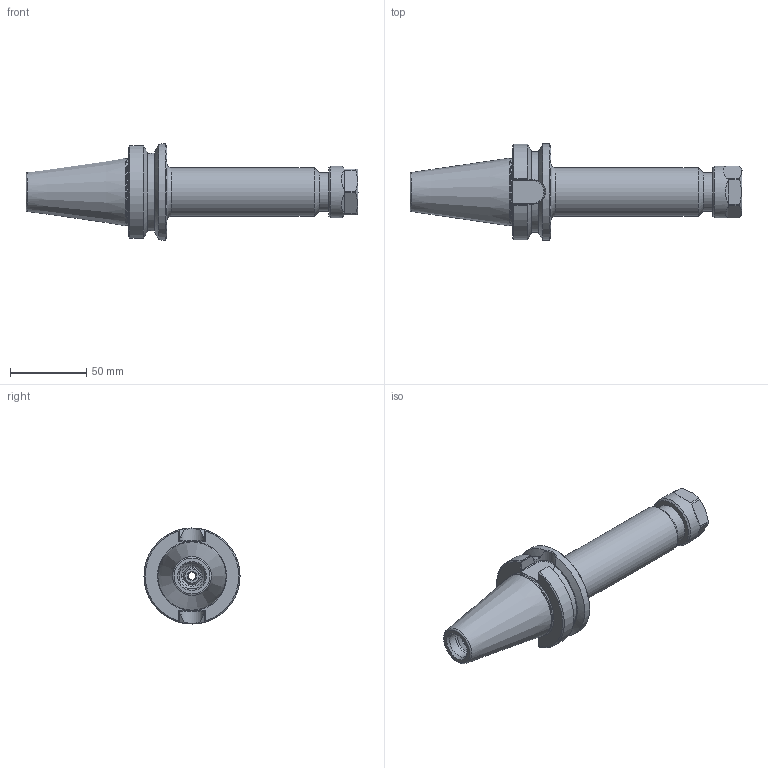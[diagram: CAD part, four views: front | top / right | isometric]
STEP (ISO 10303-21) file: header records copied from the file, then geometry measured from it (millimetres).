
FILE_DESCRIPTION(/* description */ ('ER COLLET CHUCK'),/* implementation_level */ '2;1');
FILE_NAME(/* name */ 'B40-20ERF600.stp',/* time_stamp */ '2017-01-17T13:34:21-05:00',/* author */ ('davhar'),/* organization */ (''),/* preprocessor_version */ 'ST-DEVELOPER v16.1',/* originating_system */ 'Autodesk Inventor 2016',/* authorisation */ '8 in^3');
FILE_SCHEMA (('AUTOMOTIVE_DESIGN { 1 0 10303 214 3 1 1 }'));
Length unit declared in the file: inch
Products named in the file (4): B40-20ER6-1; 20ERHN; BS-09; B40-20ERF600
Assembly tree (3 placements, depth 2):
  B40-20ERF600
    B40-20ER6-1
    20ERHN
    BS-09
Bounding box: 217.81 x 62.99 x 62.99 mm (x, y, z)
Volume: 198533.7 mm3; surface area: 43124.6 mm2
Topology: 3 solids, 3 shells, 130 faces, 318 edges, 198 vertices
Faces by surface type: plane 55, cylinder 34, cone 28, torus 11, bspline 2
Full cylindrical faces by diameter (mm): 7.137 x1, 10.719 x2, 11.989 x1, 13.843 x1, 14.097 x1, 14.478 x1, 15.494 x1, 17.013 x1, 17.623 x1, 23.5 x1, 25 x1, 26 x1, 31.75 x1, 34 x1, 43.942 x1, 62.992 x1
Entity records: 3871 total; most frequent: CARTESIAN_POINT 909, DIRECTION 588, ORIENTED_EDGE 536, EDGE_CURVE 268, AXIS2_PLACEMENT_3D 243, VERTEX_POINT 190, EDGE_LOOP 182, FACE_OUTER_BOUND 130
